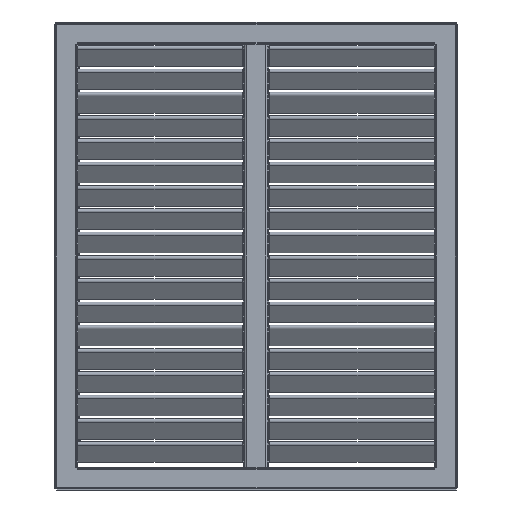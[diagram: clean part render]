
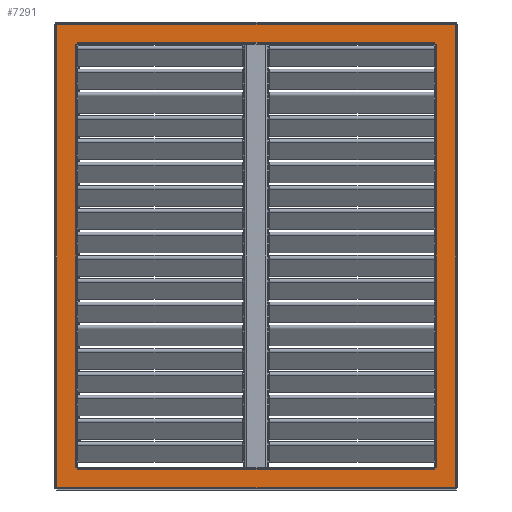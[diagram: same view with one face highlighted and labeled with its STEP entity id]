
A CAD part, left-side view. The second image highlights one B-rep face of the part: STEP entity #7291.
In plain terms, the highlighted free-form (B-spline) face has degree [1, 1] with [2, 2] control points.
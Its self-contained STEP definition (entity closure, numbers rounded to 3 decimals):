
#214 = VERTEX_POINT('',#215);
#215 = CARTESIAN_POINT('',(0.,-349.101,405.655));
#226 = VERTEX_POINT('',#227);
#227 = CARTESIAN_POINT('',(0.,-349.101,-405.655));
#236 = EDGE_CURVE('',#226,#214,#237,.T.);
#237 = B_SPLINE_CURVE_WITH_KNOTS('',1,(#238,#239),.UNSPECIFIED.,.F.,.F.,
  (2,2),(-456.666,456.666),.PIECEWISE_BEZIER_KNOTS.);
#238 = CARTESIAN_POINT('',(0.,-349.101,-405.655));
#239 = CARTESIAN_POINT('',(0.,-349.101,405.655));
#395 = VERTEX_POINT('',#396);
#396 = CARTESIAN_POINT('',(0.,-347.916,-406.84));
#401 = EDGE_CURVE('',#395,#226,#402,.T.);
#402 = ( BOUNDED_CURVE() B_SPLINE_CURVE(2,(#403,#404,#405),
.UNSPECIFIED.,.F.,.F.) B_SPLINE_CURVE_WITH_KNOTS((3,3),(5.26,
5.736),.PIECEWISE_BEZIER_KNOTS.) CURVE() 
GEOMETRIC_REPRESENTATION_ITEM() RATIONAL_B_SPLINE_CURVE((1.,
0.972,1.)) REPRESENTATION_ITEM('') );
#403 = CARTESIAN_POINT('',(0.,-347.916,-406.84));
#404 = CARTESIAN_POINT('',(0.,-348.364,-406.104));
#405 = CARTESIAN_POINT('',(0.,-349.101,-405.655));
#5898 = VERTEX_POINT('',#5899);
#5899 = CARTESIAN_POINT('',(0.,347.916,406.84));
#6025 = VERTEX_POINT('',#6026);
#6026 = CARTESIAN_POINT('',(0.,-347.916,406.84));
#6139 = VERTEX_POINT('',#6140);
#6140 = CARTESIAN_POINT('',(0.,-312.68,373.973));
#6160 = VERTEX_POINT('',#6161);
#6161 = CARTESIAN_POINT('',(0.,312.68,373.973));
#6291 = VERTEX_POINT('',#6292);
#6292 = CARTESIAN_POINT('',(0.,316.234,370.42));
#6312 = VERTEX_POINT('',#6313);
#6313 = CARTESIAN_POINT('',(0.,316.234,-370.42));
#6351 = VERTEX_POINT('',#6352);
#6352 = CARTESIAN_POINT('',(0.,312.68,
    -373.973));
#6388 = VERTEX_POINT('',#6389);
#6389 = CARTESIAN_POINT('',(0.,-312.68,
    -373.973));
#6427 = VERTEX_POINT('',#6428);
#6428 = CARTESIAN_POINT('',(0.,-316.234,-370.42));
#6536 = VERTEX_POINT('',#6537);
#6537 = CARTESIAN_POINT('',(0.,-316.234,370.42));
#6764 = EDGE_CURVE('',#214,#6025,#6765,.T.);
#6765 = ( BOUNDED_CURVE() B_SPLINE_CURVE(2,(#6766,#6767,#6768),
.UNSPECIFIED.,.F.,.F.) B_SPLINE_CURVE_WITH_KNOTS((3,3),(3.689,
4.165),.PIECEWISE_BEZIER_KNOTS.) CURVE() 
GEOMETRIC_REPRESENTATION_ITEM() RATIONAL_B_SPLINE_CURVE((1.,
0.972,1.)) REPRESENTATION_ITEM('') );
#6766 = CARTESIAN_POINT('',(0.,-349.101,405.655));
#6767 = CARTESIAN_POINT('',(0.,-348.364,406.104));
#6768 = CARTESIAN_POINT('',(0.,-347.916,406.84));
#6807 = VERTEX_POINT('',#6808);
#6808 = CARTESIAN_POINT('',(0.,347.916,-406.84));
#6816 = EDGE_CURVE('',#395,#6807,#6817,.T.);
#6817 = B_SPLINE_CURVE_WITH_KNOTS('',1,(#6818,#6819),.UNSPECIFIED.,.F.,
  .F.,(2,2),(-390.666,392.666),.PIECEWISE_BEZIER_KNOTS.);
#6818 = CARTESIAN_POINT('',(0.,-347.916,-406.84));
#6819 = CARTESIAN_POINT('',(0.,347.916,-406.84));
#6834 = VERTEX_POINT('',#6835);
#6835 = CARTESIAN_POINT('',(0.,349.101,405.655));
#6849 = EDGE_CURVE('',#5898,#6834,#6850,.T.);
#6850 = ( BOUNDED_CURVE() B_SPLINE_CURVE(2,(#6851,#6852,#6853),
.UNSPECIFIED.,.F.,.F.) B_SPLINE_CURVE_WITH_KNOTS((3,3),(2.118,
2.594),.PIECEWISE_BEZIER_KNOTS.) CURVE() 
GEOMETRIC_REPRESENTATION_ITEM() RATIONAL_B_SPLINE_CURVE((1.,
0.972,1.)) REPRESENTATION_ITEM('') );
#6851 = CARTESIAN_POINT('',(0.,347.916,406.84));
#6852 = CARTESIAN_POINT('',(0.,348.364,406.104));
#6853 = CARTESIAN_POINT('',(0.,349.101,405.655));
#6866 = EDGE_CURVE('',#6025,#5898,#6867,.T.);
#6867 = B_SPLINE_CURVE_WITH_KNOTS('',1,(#6868,#6869),.UNSPECIFIED.,.F.,
  .F.,(2,2),(-391.666,391.666),.PIECEWISE_BEZIER_KNOTS.);
#6868 = CARTESIAN_POINT('',(0.,-347.916,406.84));
#6869 = CARTESIAN_POINT('',(0.,347.916,406.84));
#6894 = VERTEX_POINT('',#6895);
#6895 = CARTESIAN_POINT('',(0.,-312.68,370.42));
#6900 = EDGE_CURVE('',#6894,#6139,#6901,.T.);
#6901 = B_SPLINE_CURVE_WITH_KNOTS('',1,(#6902,#6903),.UNSPECIFIED.,.F.,
  .F.,(2,2),(-2.,2.),.PIECEWISE_BEZIER_KNOTS.);
#6902 = CARTESIAN_POINT('',(0.,-312.68,370.42));
#6903 = CARTESIAN_POINT('',(0.,-312.68,373.973));
#6915 = EDGE_CURVE('',#6160,#6139,#6916,.T.);
#6916 = B_SPLINE_CURVE_WITH_KNOTS('',1,(#6917,#6918),.UNSPECIFIED.,.F.,
  .F.,(2,2),(-352.,352.),.PIECEWISE_BEZIER_KNOTS.);
#6917 = CARTESIAN_POINT('',(0.,312.68,373.973));
#6918 = CARTESIAN_POINT('',(0.,-312.68,373.973));
#6932 = EDGE_CURVE('',#6933,#6160,#6935,.T.);
#6933 = VERTEX_POINT('',#6934);
#6934 = CARTESIAN_POINT('',(0.,312.68,370.42));
#6935 = B_SPLINE_CURVE_WITH_KNOTS('',1,(#6936,#6937),.UNSPECIFIED.,.F.,
  .F.,(2,2),(-2.,2.),.PIECEWISE_BEZIER_KNOTS.);
#6936 = CARTESIAN_POINT('',(0.,312.68,370.42));
#6937 = CARTESIAN_POINT('',(0.,312.68,373.973));
#6966 = EDGE_CURVE('',#6933,#6291,#6967,.T.);
#6967 = B_SPLINE_CURVE_WITH_KNOTS('',1,(#6968,#6969),.UNSPECIFIED.,.F.,
  .F.,(2,2),(-2.,2.),.PIECEWISE_BEZIER_KNOTS.);
#6968 = CARTESIAN_POINT('',(0.,312.68,370.42));
#6969 = CARTESIAN_POINT('',(0.,316.234,370.42));
#6981 = EDGE_CURVE('',#6312,#6291,#6982,.T.);
#6982 = B_SPLINE_CURVE_WITH_KNOTS('',1,(#6983,#6984),.UNSPECIFIED.,.F.,
  .F.,(2,2),(-417.,417.),.PIECEWISE_BEZIER_KNOTS.);
#6983 = CARTESIAN_POINT('',(0.,316.234,-370.42));
#6984 = CARTESIAN_POINT('',(0.,316.234,370.42));
#6997 = EDGE_CURVE('',#6312,#6998,#7000,.T.);
#6998 = VERTEX_POINT('',#6999);
#6999 = CARTESIAN_POINT('',(0.,312.68,-370.42));
#7000 = B_SPLINE_CURVE_WITH_KNOTS('',1,(#7001,#7002),.UNSPECIFIED.,.F.,
  .F.,(2,2),(-2.,2.),.PIECEWISE_BEZIER_KNOTS.);
#7001 = CARTESIAN_POINT('',(0.,316.234,-370.42));
#7002 = CARTESIAN_POINT('',(0.,312.68,-370.42));
#7032 = EDGE_CURVE('',#6998,#6351,#7033,.T.);
#7033 = B_SPLINE_CURVE_WITH_KNOTS('',1,(#7034,#7035),.UNSPECIFIED.,.F.,
  .F.,(2,2),(-2.,2.),.PIECEWISE_BEZIER_KNOTS.);
#7034 = CARTESIAN_POINT('',(0.,312.68,-370.42));
#7035 = CARTESIAN_POINT('',(0.,312.68,-373.973));
#7047 = EDGE_CURVE('',#6388,#6351,#7048,.T.);
#7048 = B_SPLINE_CURVE_WITH_KNOTS('',1,(#7049,#7050),.UNSPECIFIED.,.F.,
  .F.,(2,2),(-352.,352.),.PIECEWISE_BEZIER_KNOTS.);
#7049 = CARTESIAN_POINT('',(0.,-312.68,-373.973));
#7050 = CARTESIAN_POINT('',(0.,312.68,-373.973));
#7064 = VERTEX_POINT('',#7065);
#7065 = CARTESIAN_POINT('',(0.,-312.68,-370.42));
#7078 = EDGE_CURVE('',#7064,#6388,#7079,.T.);
#7079 = B_SPLINE_CURVE_WITH_KNOTS('',1,(#7080,#7081),.UNSPECIFIED.,.F.,
  .F.,(2,2),(-2.,2.),.PIECEWISE_BEZIER_KNOTS.);
#7080 = CARTESIAN_POINT('',(0.,-312.68,-370.42));
#7081 = CARTESIAN_POINT('',(0.,-312.68,-373.973));
#7098 = EDGE_CURVE('',#6427,#7064,#7099,.T.);
#7099 = B_SPLINE_CURVE_WITH_KNOTS('',1,(#7100,#7101),.UNSPECIFIED.,.F.,
  .F.,(2,2),(-2.,2.),.PIECEWISE_BEZIER_KNOTS.);
#7100 = CARTESIAN_POINT('',(0.,-316.234,-370.42));
#7101 = CARTESIAN_POINT('',(0.,-312.68,-370.42));
#7113 = EDGE_CURVE('',#6536,#6427,#7114,.T.);
#7114 = B_SPLINE_CURVE_WITH_KNOTS('',1,(#7115,#7116),.UNSPECIFIED.,.F.,
  .F.,(2,2),(-417.,417.),.PIECEWISE_BEZIER_KNOTS.);
#7115 = CARTESIAN_POINT('',(0.,-316.234,370.42));
#7116 = CARTESIAN_POINT('',(0.,-316.234,-370.42));
#7129 = EDGE_CURVE('',#6894,#6536,#7130,.T.);
#7130 = B_SPLINE_CURVE_WITH_KNOTS('',1,(#7131,#7132),.UNSPECIFIED.,.F.,
  .F.,(2,2),(-2.,2.),.PIECEWISE_BEZIER_KNOTS.);
#7131 = CARTESIAN_POINT('',(0.,-312.68,370.42));
#7132 = CARTESIAN_POINT('',(0.,-316.234,370.42));
#7291 = ADVANCED_FACE('',(#7292,#7313),#7327,.F.);
#7292 = FACE_BOUND('',#7293,.T.);
#7293 = EDGE_LOOP('',(#7294,#7295,#7296,#7303,#7309,#7310,#7311,#7312));
#7294 = ORIENTED_EDGE('',*,*,#6866,.T.);
#7295 = ORIENTED_EDGE('',*,*,#6849,.T.);
#7296 = ORIENTED_EDGE('',*,*,#7297,.F.);
#7297 = EDGE_CURVE('',#7298,#6834,#7300,.T.);
#7298 = VERTEX_POINT('',#7299);
#7299 = CARTESIAN_POINT('',(0.,349.101,-405.655));
#7300 = B_SPLINE_CURVE_WITH_KNOTS('',1,(#7301,#7302),.UNSPECIFIED.,.F.,
  .F.,(2,2),(-456.666,456.666),.PIECEWISE_BEZIER_KNOTS.);
#7301 = CARTESIAN_POINT('',(0.,349.101,-405.655));
#7302 = CARTESIAN_POINT('',(0.,349.101,405.655));
#7303 = ORIENTED_EDGE('',*,*,#7304,.T.);
#7304 = EDGE_CURVE('',#7298,#6807,#7305,.T.);
#7305 = ( BOUNDED_CURVE() B_SPLINE_CURVE(2,(#7306,#7307,#7308),
.UNSPECIFIED.,.F.,.F.) B_SPLINE_CURVE_WITH_KNOTS((3,3),(0.547,
1.023),.PIECEWISE_BEZIER_KNOTS.) CURVE() 
GEOMETRIC_REPRESENTATION_ITEM() RATIONAL_B_SPLINE_CURVE((1.,
0.972,1.)) REPRESENTATION_ITEM('') );
#7306 = CARTESIAN_POINT('',(0.,349.101,-405.655));
#7307 = CARTESIAN_POINT('',(0.,348.364,-406.104));
#7308 = CARTESIAN_POINT('',(0.,347.916,-406.84));
#7309 = ORIENTED_EDGE('',*,*,#6816,.F.);
#7310 = ORIENTED_EDGE('',*,*,#401,.T.);
#7311 = ORIENTED_EDGE('',*,*,#236,.T.);
#7312 = ORIENTED_EDGE('',*,*,#6764,.T.);
#7313 = FACE_BOUND('',#7314,.T.);
#7314 = EDGE_LOOP('',(#7315,#7316,#7317,#7318,#7319,#7320,#7321,#7322,
    #7323,#7324,#7325,#7326));
#7315 = ORIENTED_EDGE('',*,*,#7129,.T.);
#7316 = ORIENTED_EDGE('',*,*,#7113,.T.);
#7317 = ORIENTED_EDGE('',*,*,#7098,.T.);
#7318 = ORIENTED_EDGE('',*,*,#7078,.T.);
#7319 = ORIENTED_EDGE('',*,*,#7047,.T.);
#7320 = ORIENTED_EDGE('',*,*,#7032,.F.);
#7321 = ORIENTED_EDGE('',*,*,#6997,.F.);
#7322 = ORIENTED_EDGE('',*,*,#6981,.T.);
#7323 = ORIENTED_EDGE('',*,*,#6966,.F.);
#7324 = ORIENTED_EDGE('',*,*,#6932,.T.);
#7325 = ORIENTED_EDGE('',*,*,#6915,.T.);
#7326 = ORIENTED_EDGE('',*,*,#6900,.F.);
#7327 = B_SPLINE_SURFACE_WITH_KNOTS('',1,1,(
    (#7328,#7329)
    ,(#7330,#7331
    )),.UNSPECIFIED.,.F.,.F.,.F.,(2,2),(2,2),(-393.,393.),(-458.,458.),
  .PIECEWISE_BEZIER_KNOTS.);
#7328 = CARTESIAN_POINT('',(0.,-349.101,-406.84));
#7329 = CARTESIAN_POINT('',(0.,-349.101,406.84));
#7330 = CARTESIAN_POINT('',(0.,349.101,-406.84));
#7331 = CARTESIAN_POINT('',(0.,349.101,406.84));
